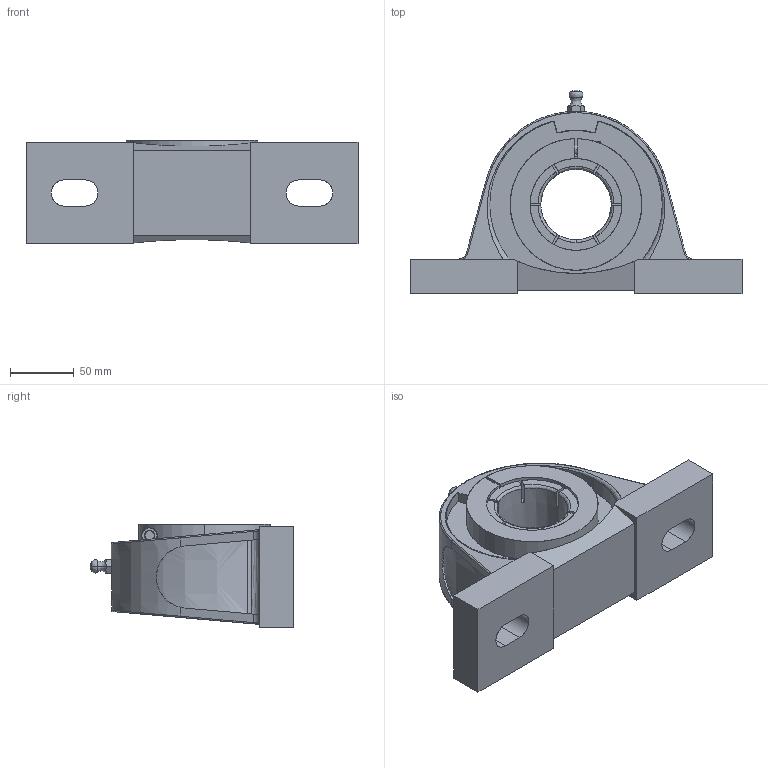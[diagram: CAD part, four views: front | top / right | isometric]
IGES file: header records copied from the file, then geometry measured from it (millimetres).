
Start section: SolidWorks IGES file using analytic representation for surfaces
Global section: file name: MPDEFAU04131758136190.igs; native system: SolidWorks 2007; preprocessor: SolidWorks 2007; author: partstream; date: 070413.175813; units: millimetre
Bounding box: 260.35 x 159.42 x 80.96 mm (x, y, z)
Surface area: 144572.3 mm2 (no closed solid volume)
Topology: 0 solids, 0 shells, 207 faces, 3511 edges, 3514 vertices
Faces by surface type: bspline 121, revolution 86
